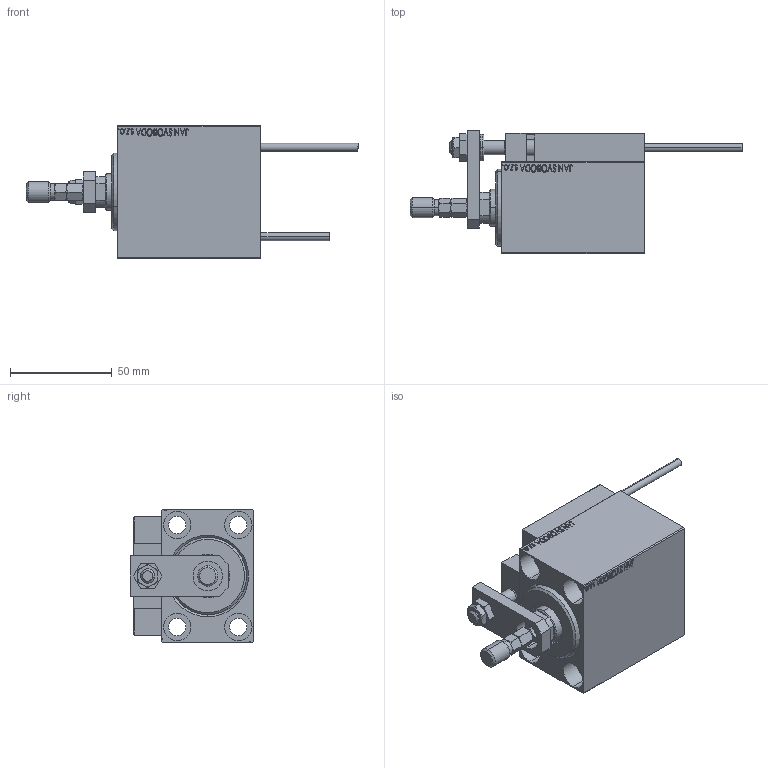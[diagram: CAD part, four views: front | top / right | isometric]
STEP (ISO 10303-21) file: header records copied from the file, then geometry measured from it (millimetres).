
FILE_DESCRIPTION (( 'STEP AP203' ), '1' );
FILE_NAME ('c334.STEP', '2021-04-19T09:19:59', ( '' ), ( '' ), 'SwSTEP 2.0', 'SolidWorks 2019', '' );
FILE_SCHEMA (( 'CONFIG_CONTROL_DESIGN' ));
Length unit declared in the file: millimetre
Products named in the file (17): NUT_D10 c289a42b203cbbc2b44d690555f9a051; ALLEN BOLT D8 c289a42b203cbbc2b44d690555f9a051; ZARAZKA c289a42b203cbbc2b44d690555f9a051; V450CM_C_VCP c289a42b203cbbc2b44d690555f9a051; V450CM_C c289a42b203cbbc2b44d690555f9a051; X_Y_MTA c289a42b203cbbc2b44d690555f9a051; SWITCH X c289a42b203cbbc2b44d690555f9a051; ALLEN BOLT D5 c289a42b203cbbc2b44d690555f9a051; V450CM_VC_B c289a42b203cbbc2b44d690555f9a051; SWITCH DIM B,W c289a42b203cbbc2b44d690555f9a051; Block c289a42b203cbbc2b44d690555f9a051; c334; KONCOVKA c289a42b203cbbc2b44d690555f9a051; NUT_D12 c289a42b203cbbc2b44d690555f9a051; MAGNET c289a42b203cbbc2b44d690555f9a051; TYC_L79 c289a42b203cbbc2b44d690555f9a051; SWITCH_X_FRONT_BACK c289a42b203cbbc2b44d690555f9a051
Assembly tree (26 placements, depth 3):
  c334
    V450CM_C c289a42b203cbbc2b44d690555f9a051
    SWITCH X c289a42b203cbbc2b44d690555f9a051
      SWITCH_X_FRONT_BACK c289a42b203cbbc2b44d690555f9a051  x2
      TYC_L79 c289a42b203cbbc2b44d690555f9a051
      Block c289a42b203cbbc2b44d690555f9a051  x2
      ALLEN BOLT D5 c289a42b203cbbc2b44d690555f9a051  x4
      ALLEN BOLT D8 c289a42b203cbbc2b44d690555f9a051  x4
      MAGNET c289a42b203cbbc2b44d690555f9a051  x2
      KONCOVKA c289a42b203cbbc2b44d690555f9a051  x2
    NUT_D12 c289a42b203cbbc2b44d690555f9a051
    SWITCH DIM B,W c289a42b203cbbc2b44d690555f9a051
    ZARAZKA c289a42b203cbbc2b44d690555f9a051
    NUT_D10 c289a42b203cbbc2b44d690555f9a051
    V450CM_C_VCP c289a42b203cbbc2b44d690555f9a051
    V450CM_VC_B c289a42b203cbbc2b44d690555f9a051
    X_Y_MTA c289a42b203cbbc2b44d690555f9a051
Bounding box: 163 x 60.5 x 65 mm (x, y, z)
Volume: 225059.9 mm3; surface area: 71970.7 mm2
Topology: 25 solids, 25 shells, 1345 faces, 3205 edges, 2038 vertices
Faces by surface type: plane 582, bspline 380, cylinder 194, cone 141, torus 44, sphere 4
Entity records: 52429 total; most frequent: CARTESIAN_POINT 26687, ORIENTED_EDGE 5430, DIRECTION 3700, EDGE_CURVE 2715, VERTEX_POINT 1762, LINE 1522, VECTOR 1522, EDGE_LOOP 1257
